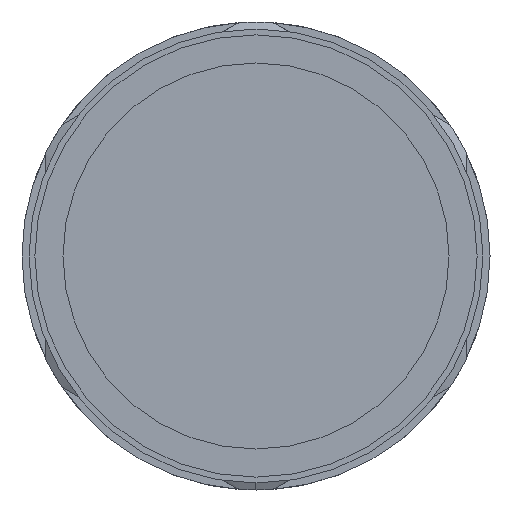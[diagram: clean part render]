
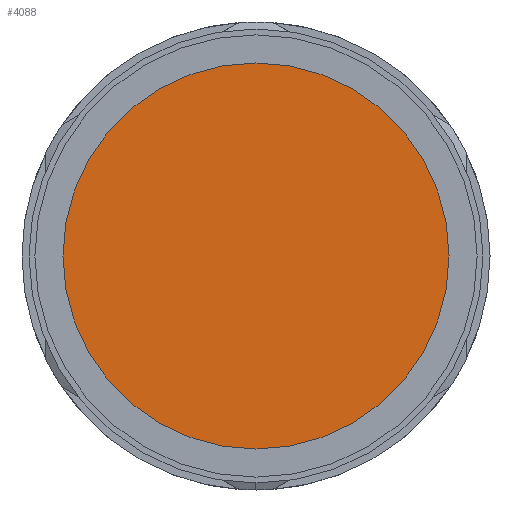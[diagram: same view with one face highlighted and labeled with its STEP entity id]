
A CAD part, left-side view. The second image highlights one B-rep face of the part: STEP entity #4088.
In plain terms, the highlighted planar face has unit normal (-1, 0, 0).
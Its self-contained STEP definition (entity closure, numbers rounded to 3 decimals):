
#26 = CARTESIAN_POINT ( 'NONE',  ( -1.49, 0., 0. ) ) ;
#300 = AXIS2_PLACEMENT_3D ( 'NONE', #2515, #4080, #894 ) ;
#331 = VERTEX_POINT ( 'NONE', #1464 ) ;
#695 = ORIENTED_EDGE ( 'NONE', *, *, #2301, .F. ) ;
#736 = FACE_OUTER_BOUND ( 'NONE', #3301, .T. ) ;
#894 = DIRECTION ( 'NONE',  ( 0., 0., -1. ) ) ;
#1275 = AXIS2_PLACEMENT_3D ( 'NONE', #26, #2407, #4002 ) ;
#1464 = CARTESIAN_POINT ( 'NONE',  ( -1.49, 0., 16.5 ) ) ;
#1752 = AXIS2_PLACEMENT_3D ( 'NONE', #5062, #2682, #3536 ) ;
#1755 = CIRCLE ( 'NONE', #1752, 16.5 ) ;
#2301 = EDGE_CURVE ( 'NONE', #331, #4547, #3831, .T. ) ;
#2407 = DIRECTION ( 'NONE',  ( 1., 0., 0. ) ) ;
#2515 = CARTESIAN_POINT ( 'NONE',  ( -1.49, 0., 0. ) ) ;
#2682 = DIRECTION ( 'NONE',  ( 1., 0., 0. ) ) ;
#3301 = EDGE_LOOP ( 'NONE', ( #695, #4357 ) ) ;
#3536 = DIRECTION ( 'NONE',  ( 0., -1., 0. ) ) ;
#3559 = EDGE_CURVE ( 'NONE', #4547, #331, #1755, .T. ) ;
#3831 = CIRCLE ( 'NONE', #1275, 16.5 ) ;
#3924 = CARTESIAN_POINT ( 'NONE',  ( -1.49, 0., -16.5 ) ) ;
#4002 = DIRECTION ( 'NONE',  ( 0., -1., 0. ) ) ;
#4080 = DIRECTION ( 'NONE',  ( 1., 0., 0. ) ) ;
#4088 = ADVANCED_FACE ( 'NONE', ( #736 ), #4386, .F. ) ;
#4357 = ORIENTED_EDGE ( 'NONE', *, *, #3559, .F. ) ;
#4386 = PLANE ( 'NONE',  #300 ) ;
#4547 = VERTEX_POINT ( 'NONE', #3924 ) ;
#5062 = CARTESIAN_POINT ( 'NONE',  ( -1.49, 0., 0. ) ) ;
